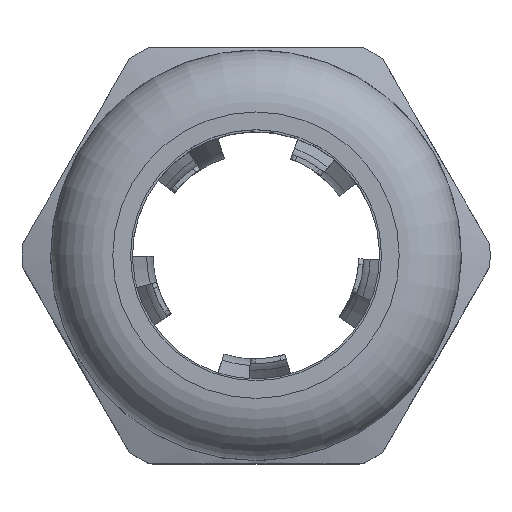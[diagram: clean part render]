
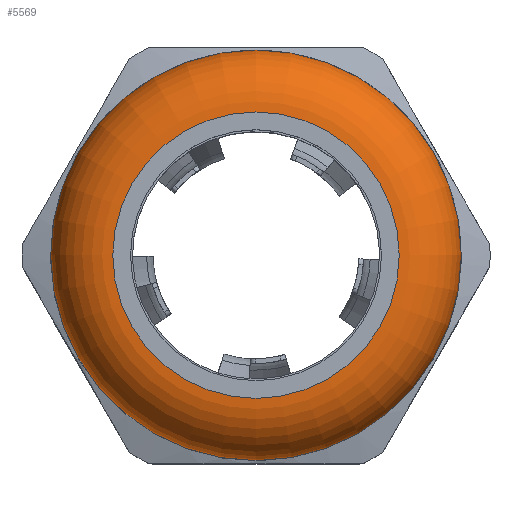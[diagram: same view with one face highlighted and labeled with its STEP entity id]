
A CAD part, top view. The second image highlights one B-rep face of the part: STEP entity #5569.
In plain terms, the highlighted toroidal (fillet/blend) face has major radius 8.26 mm and minor radius 3.58 mm.
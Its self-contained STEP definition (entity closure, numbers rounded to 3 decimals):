
#53=TOROIDAL_SURFACE('',#6044,8.26,3.58);
#1219=FACE_BOUND('',#1677,.T.);
#1319=FACE_OUTER_BOUND('',#1676,.T.);
#1676=EDGE_LOOP('',(#4060));
#1677=EDGE_LOOP('',(#4061));
#2025=CIRCLE('',#6043,8.26);
#2026=CIRCLE('',#6045,11.84);
#2429=VERTEX_POINT('',#12503);
#2430=VERTEX_POINT('',#12506);
#3053=EDGE_CURVE('',#2429,#2429,#2025,.T.);
#3054=EDGE_CURVE('',#2430,#2430,#2026,.T.);
#4060=ORIENTED_EDGE('',*,*,#3054,.F.);
#4061=ORIENTED_EDGE('',*,*,#3053,.T.);
#5569=ADVANCED_FACE('',(#1319,#1219),#53,.T.);
#6043=AXIS2_PLACEMENT_3D('',#12504,#6909,#6910);
#6044=AXIS2_PLACEMENT_3D('',#12505,#6911,#6912);
#6045=AXIS2_PLACEMENT_3D('',#12507,#6913,#6914);
#6909=DIRECTION('center_axis',(0.,0.,-1.));
#6910=DIRECTION('ref_axis',(1.,0.,0.));
#6911=DIRECTION('center_axis',(0.,0.,-1.));
#6912=DIRECTION('ref_axis',(-1.,0.,0.));
#6913=DIRECTION('center_axis',(0.,0.,-1.));
#6914=DIRECTION('ref_axis',(1.,0.,0.));
#12503=CARTESIAN_POINT('',(-8.26,0.,20.06));
#12504=CARTESIAN_POINT('Origin',(0.,0.,20.06));
#12505=CARTESIAN_POINT('Origin',(0.,0.,16.48));
#12506=CARTESIAN_POINT('',(-11.84,0.,16.48));
#12507=CARTESIAN_POINT('Origin',(0.,0.,16.48));
